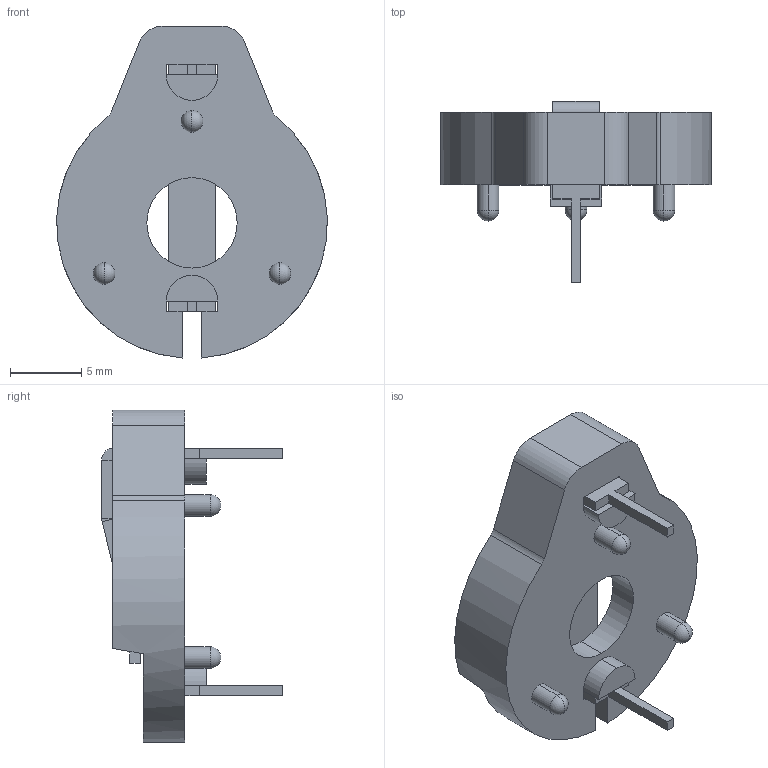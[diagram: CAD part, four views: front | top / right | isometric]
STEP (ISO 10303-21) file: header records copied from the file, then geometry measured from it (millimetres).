
FILE_DESCRIPTION (( 'STEP AP214' ), '1' );
FILE_NAME ('BH600.STEP', '2019-10-09T06:16:10', ( '' ), ( '' ), 'SwSTEP 2.0', 'SolidWorks 2017', '' );
FILE_SCHEMA (( 'AUTOMOTIVE_DESIGN' ));
Length unit declared in the file: inch
Products named in the file (1): BH600
Bounding box: 19.04 x 12.7 x 23.35 mm (x, y, z)
Volume: 1008.9 mm3; surface area: 1443.7 mm2
Topology: 3 solids, 3 shells, 100 faces, 246 edges, 149 vertices
Faces by surface type: plane 67, cylinder 25, sphere 6, cone 2
Entity records: 2890 total; most frequent: CARTESIAN_POINT 502, DIRECTION 494, ORIENTED_EDGE 468, EDGE_CURVE 234, AXIS2_PLACEMENT_3D 165, LINE 164, VECTOR 164, VERTEX_POINT 143
